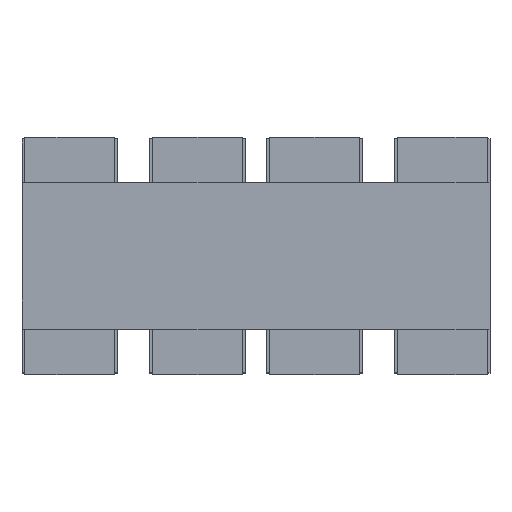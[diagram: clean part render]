
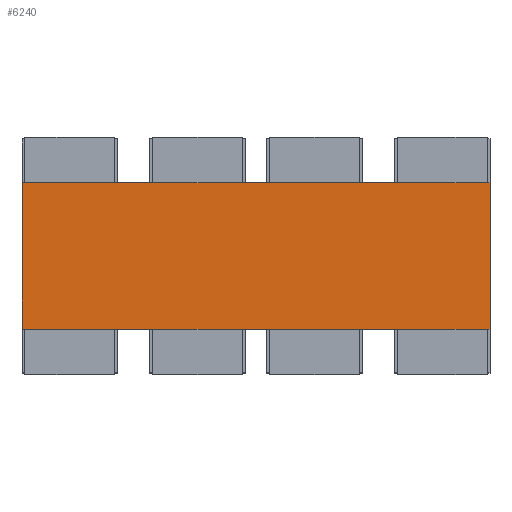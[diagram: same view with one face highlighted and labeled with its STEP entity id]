
A CAD part, top view. The second image highlights one B-rep face of the part: STEP entity #6240.
In plain terms, the highlighted planar face has unit normal (0, 0, 1).
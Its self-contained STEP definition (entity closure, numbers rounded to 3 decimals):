
#6051 = VERTEX_POINT('',#6052);
#6052 = CARTESIAN_POINT('',(-1.6,-0.5,0.6));
#6059 = PLANE('',#6060);
#6060 = AXIS2_PLACEMENT_3D('',#6061,#6062,#6063);
#6061 = CARTESIAN_POINT('',(-1.6,-0.5,0.59));
#6062 = DIRECTION('',(1.,0.,0.));
#6063 = DIRECTION('',(0.,0.,1.));
#6071 = PLANE('',#6072);
#6072 = AXIS2_PLACEMENT_3D('',#6073,#6074,#6075);
#6073 = CARTESIAN_POINT('',(-1.6,-0.5,0.59));
#6074 = DIRECTION('',(0.,1.,0.));
#6075 = DIRECTION('',(0.,0.,1.));
#6112 = VERTEX_POINT('',#6113);
#6113 = CARTESIAN_POINT('',(-1.6,0.5,0.6));
#6127 = PLANE('',#6128);
#6128 = AXIS2_PLACEMENT_3D('',#6129,#6130,#6131);
#6129 = CARTESIAN_POINT('',(-1.6,0.5,0.59));
#6130 = DIRECTION('',(0.,1.,0.));
#6131 = DIRECTION('',(0.,0.,1.));
#6139 = EDGE_CURVE('',#6051,#6112,#6140,.T.);
#6140 = SURFACE_CURVE('',#6141,(#6145,#6152),.PCURVE_S1.);
#6141 = LINE('',#6142,#6143);
#6142 = CARTESIAN_POINT('',(-1.6,-0.5,0.6));
#6143 = VECTOR('',#6144,1.);
#6144 = DIRECTION('',(0.,1.,0.));
#6145 = PCURVE('',#6059,#6146);
#6146 = DEFINITIONAL_REPRESENTATION('',(#6147),#6151);
#6147 = LINE('',#6148,#6149);
#6148 = CARTESIAN_POINT('',(0.01,0.));
#6149 = VECTOR('',#6150,1.);
#6150 = DIRECTION('',(0.,-1.));
#6151 = ( GEOMETRIC_REPRESENTATION_CONTEXT(2) 
PARAMETRIC_REPRESENTATION_CONTEXT() REPRESENTATION_CONTEXT('2D SPACE',''
  ) );
#6152 = PCURVE('',#6153,#6158);
#6153 = PLANE('',#6154);
#6154 = AXIS2_PLACEMENT_3D('',#6155,#6156,#6157);
#6155 = CARTESIAN_POINT('',(-1.6,-0.5,0.6));
#6156 = DIRECTION('',(0.,0.,1.));
#6157 = DIRECTION('',(1.,0.,0.));
#6158 = DEFINITIONAL_REPRESENTATION('',(#6159),#6163);
#6159 = LINE('',#6160,#6161);
#6160 = CARTESIAN_POINT('',(0.,0.));
#6161 = VECTOR('',#6162,1.);
#6162 = DIRECTION('',(0.,1.));
#6163 = ( GEOMETRIC_REPRESENTATION_CONTEXT(2) 
PARAMETRIC_REPRESENTATION_CONTEXT() REPRESENTATION_CONTEXT('2D SPACE',''
  ) );
#6192 = EDGE_CURVE('',#6051,#6193,#6195,.T.);
#6193 = VERTEX_POINT('',#6194);
#6194 = CARTESIAN_POINT('',(1.6,-0.5,0.6));
#6195 = SURFACE_CURVE('',#6196,(#6200,#6207),.PCURVE_S1.);
#6196 = LINE('',#6197,#6198);
#6197 = CARTESIAN_POINT('',(-1.6,-0.5,0.6));
#6198 = VECTOR('',#6199,1.);
#6199 = DIRECTION('',(1.,0.,0.));
#6200 = PCURVE('',#6071,#6201);
#6201 = DEFINITIONAL_REPRESENTATION('',(#6202),#6206);
#6202 = LINE('',#6203,#6204);
#6203 = CARTESIAN_POINT('',(0.01,0.));
#6204 = VECTOR('',#6205,1.);
#6205 = DIRECTION('',(0.,1.));
#6206 = ( GEOMETRIC_REPRESENTATION_CONTEXT(2) 
PARAMETRIC_REPRESENTATION_CONTEXT() REPRESENTATION_CONTEXT('2D SPACE',''
  ) );
#6207 = PCURVE('',#6153,#6208);
#6208 = DEFINITIONAL_REPRESENTATION('',(#6209),#6213);
#6209 = LINE('',#6210,#6211);
#6210 = CARTESIAN_POINT('',(0.,0.));
#6211 = VECTOR('',#6212,1.);
#6212 = DIRECTION('',(1.,0.));
#6213 = ( GEOMETRIC_REPRESENTATION_CONTEXT(2) 
PARAMETRIC_REPRESENTATION_CONTEXT() REPRESENTATION_CONTEXT('2D SPACE',''
  ) );
#6229 = PLANE('',#6230);
#6230 = AXIS2_PLACEMENT_3D('',#6231,#6232,#6233);
#6231 = CARTESIAN_POINT('',(1.6,-0.5,0.59));
#6232 = DIRECTION('',(1.,0.,0.));
#6233 = DIRECTION('',(0.,0.,1.));
#6240 = ADVANCED_FACE('',(#6241),#6153,.T.);
#6241 = FACE_BOUND('',#6242,.T.);
#6242 = EDGE_LOOP('',(#6243,#6244,#6245,#6268));
#6243 = ORIENTED_EDGE('',*,*,#6139,.F.);
#6244 = ORIENTED_EDGE('',*,*,#6192,.T.);
#6245 = ORIENTED_EDGE('',*,*,#6246,.T.);
#6246 = EDGE_CURVE('',#6193,#6247,#6249,.T.);
#6247 = VERTEX_POINT('',#6248);
#6248 = CARTESIAN_POINT('',(1.6,0.5,0.6));
#6249 = SURFACE_CURVE('',#6250,(#6254,#6261),.PCURVE_S1.);
#6250 = LINE('',#6251,#6252);
#6251 = CARTESIAN_POINT('',(1.6,-0.5,0.6));
#6252 = VECTOR('',#6253,1.);
#6253 = DIRECTION('',(0.,1.,0.));
#6254 = PCURVE('',#6153,#6255);
#6255 = DEFINITIONAL_REPRESENTATION('',(#6256),#6260);
#6256 = LINE('',#6257,#6258);
#6257 = CARTESIAN_POINT('',(3.2,0.));
#6258 = VECTOR('',#6259,1.);
#6259 = DIRECTION('',(0.,1.));
#6260 = ( GEOMETRIC_REPRESENTATION_CONTEXT(2) 
PARAMETRIC_REPRESENTATION_CONTEXT() REPRESENTATION_CONTEXT('2D SPACE',''
  ) );
#6261 = PCURVE('',#6229,#6262);
#6262 = DEFINITIONAL_REPRESENTATION('',(#6263),#6267);
#6263 = LINE('',#6264,#6265);
#6264 = CARTESIAN_POINT('',(0.01,0.));
#6265 = VECTOR('',#6266,1.);
#6266 = DIRECTION('',(0.,-1.));
#6267 = ( GEOMETRIC_REPRESENTATION_CONTEXT(2) 
PARAMETRIC_REPRESENTATION_CONTEXT() REPRESENTATION_CONTEXT('2D SPACE',''
  ) );
#6268 = ORIENTED_EDGE('',*,*,#6269,.F.);
#6269 = EDGE_CURVE('',#6112,#6247,#6270,.T.);
#6270 = SURFACE_CURVE('',#6271,(#6275,#6282),.PCURVE_S1.);
#6271 = LINE('',#6272,#6273);
#6272 = CARTESIAN_POINT('',(-1.6,0.5,0.6));
#6273 = VECTOR('',#6274,1.);
#6274 = DIRECTION('',(1.,0.,0.));
#6275 = PCURVE('',#6153,#6276);
#6276 = DEFINITIONAL_REPRESENTATION('',(#6277),#6281);
#6277 = LINE('',#6278,#6279);
#6278 = CARTESIAN_POINT('',(0.,1.));
#6279 = VECTOR('',#6280,1.);
#6280 = DIRECTION('',(1.,0.));
#6281 = ( GEOMETRIC_REPRESENTATION_CONTEXT(2) 
PARAMETRIC_REPRESENTATION_CONTEXT() REPRESENTATION_CONTEXT('2D SPACE',''
  ) );
#6282 = PCURVE('',#6127,#6283);
#6283 = DEFINITIONAL_REPRESENTATION('',(#6284),#6288);
#6284 = LINE('',#6285,#6286);
#6285 = CARTESIAN_POINT('',(0.01,0.));
#6286 = VECTOR('',#6287,1.);
#6287 = DIRECTION('',(0.,1.));
#6288 = ( GEOMETRIC_REPRESENTATION_CONTEXT(2) 
PARAMETRIC_REPRESENTATION_CONTEXT() REPRESENTATION_CONTEXT('2D SPACE',''
  ) );
